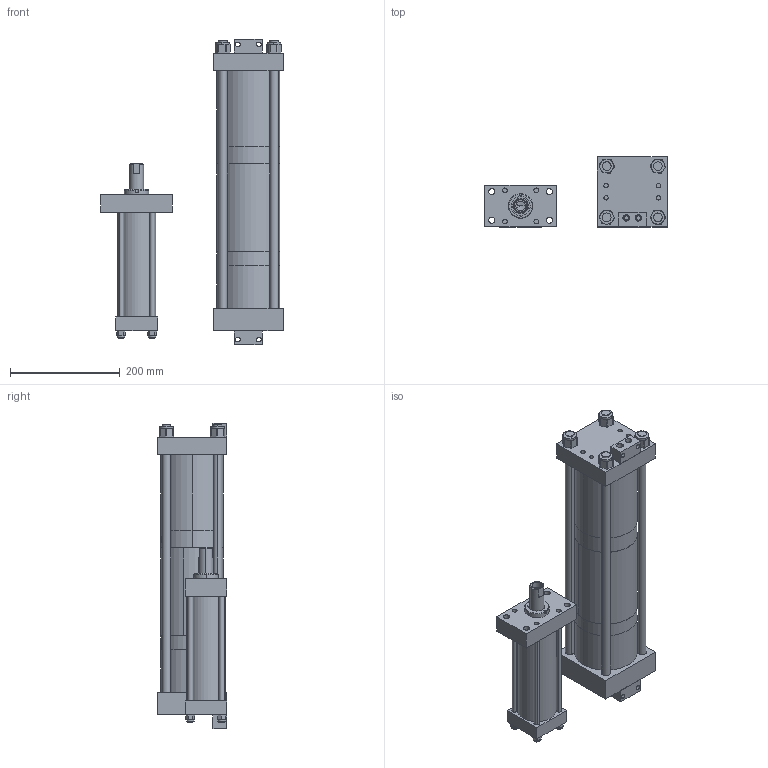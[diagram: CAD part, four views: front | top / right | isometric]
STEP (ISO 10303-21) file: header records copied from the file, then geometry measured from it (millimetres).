
FILE_DESCRIPTION (( 'STEP AP203' ), '1' );
FILE_NAME ('HPX-3-4.00-.25-FH.STEP', '2021-01-18T16:05:45', ( '' ), ( '' ), 'SwSTEP 2.0', 'SolidWorks 2018', '' );
FILE_SCHEMA (( 'CONFIG_CONTROL_DESIGN' ));
Length unit declared in the file: inch
Products named in the file (18): E0259; HPX-3-4.00-.25-FH; E0813; E0204_-2; ES0814_HPX-3-2.00-.25; ES0205_HPX-3-4.00; F0862; E0863_HPX-3-2.00-.25; E0861_HPX-3-2-.25; E04BRK; NLN .375; E0811_HPX-3-4.00-.25; NLN .625; E0260_HPX-3-4.00; E0864; F0103; G0810; E0101
Assembly tree (30 placements, depth 2):
  HPX-3-4.00-.25-FH
    E0204_-2
    F0103
    E0101
    E0259
    NLN .375  x4
    ES0205_HPX-3-4.00
    E0260_HPX-3-4.00  x4
    F0862
    G0810
    E0811_HPX-3-4.00-.25
    E0813
    E0864
    NLN .625  x4
    E04BRK  x2
    ES0814_HPX-3-2.00-.25
    E0861_HPX-3-2-.25
    E0863_HPX-3-2.00-.25  x4
Bounding box: 331.77 x 127 x 556.16 mm (x, y, z)
Volume: 3783345.2 mm3; surface area: 816321.1 mm2
Topology: 30 solids, 30 shells, 548 faces, 1263 edges, 817 vertices
Faces by surface type: cylinder 283, plane 229, cone 32, bspline 4
Entity records: 14443 total; most frequent: CARTESIAN_POINT 2862, DIRECTION 2101, ORIENTED_EDGE 1778, EDGE_CURVE 889, AXIS2_PLACEMENT_3D 854, VERTEX_POINT 577, EDGE_LOOP 510, CIRCLE 441
